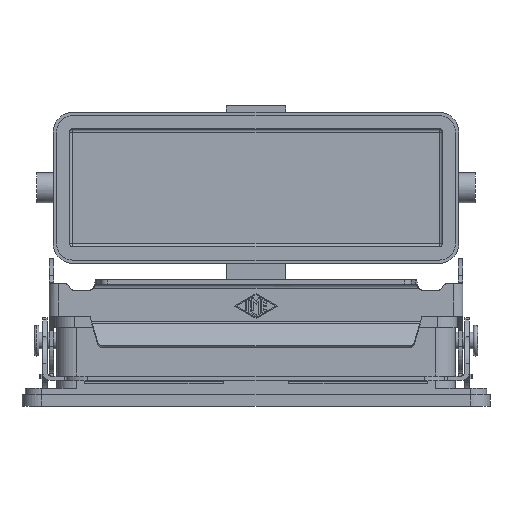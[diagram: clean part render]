
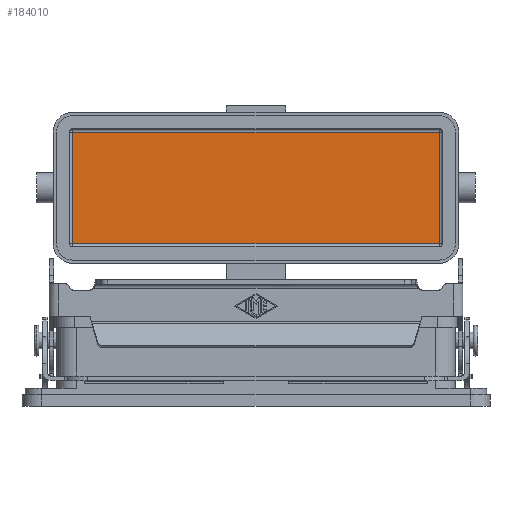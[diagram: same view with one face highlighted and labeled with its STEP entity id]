
A CAD part, front view. The second image highlights one B-rep face of the part: STEP entity #184010.
In plain terms, the highlighted planar face has unit normal (0, -1, 0).
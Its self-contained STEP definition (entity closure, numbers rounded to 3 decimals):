
#182870=CARTESIAN_POINT('',(-55.75,45.25,29.5));
#182880=VERTEX_POINT('',#182870);
#183640=CARTESIAN_POINT('',(-13.5,45.25,63.5));
#183650=DIRECTION('',(0.,-1.,0.));
#183660=DIRECTION('',(0.,0.,-1.));
#183670=AXIS2_PLACEMENT_3D('',#183640,#183650,#183660);
#183680=PLANE('',#183670);
#183690=CARTESIAN_POINT('',(28.75,45.25,63.5));
#183700=DIRECTION('',(-1.,0.,0.));
#183710=VECTOR('',#183700,1.);
#183720=LINE('',#183690,#183710);
#183730=CARTESIAN_POINT('',(55.75,45.25,63.5));
#183740=VERTEX_POINT('',#183730);
#183750=CARTESIAN_POINT('',(-55.75,45.25,63.5));
#183760=VERTEX_POINT('',#183750);
#183770=EDGE_CURVE('',#183740,#183760,#183720,.T.);
#183780=ORIENTED_EDGE('',*,*,#183770,.T.);
#183790=CARTESIAN_POINT('',(55.75,45.25,0.));
#183800=DIRECTION('',(0.,0.,-1.));
#183810=VECTOR('',#183800,1.);
#183820=LINE('',#183790,#183810);
#183830=CARTESIAN_POINT('',(55.75,45.25,29.5));
#183840=VERTEX_POINT('',#183830);
#183850=EDGE_CURVE('',#183740,#183840,#183820,.T.);
#183860=ORIENTED_EDGE('',*,*,#183850,.F.);
#183870=CARTESIAN_POINT('',(-13.5,45.25,29.5));
#183880=DIRECTION('',(-1.,0.,0.));
#183890=VECTOR('',#183880,1.);
#183900=LINE('',#183870,#183890);
#183910=EDGE_CURVE('',#183840,#182880,#183900,.T.);
#183920=ORIENTED_EDGE('',*,*,#183910,.F.);
#183930=CARTESIAN_POINT('',(-55.75,45.25,0.));
#183940=DIRECTION('',(0.,0.,-1.));
#183950=VECTOR('',#183940,1.);
#183960=LINE('',#183930,#183950);
#183970=EDGE_CURVE('',#183760,#182880,#183960,.T.);
#183980=ORIENTED_EDGE('',*,*,#183970,.T.);
#183990=EDGE_LOOP('',(#183980,#183920,#183860,#183780));
#184000=FACE_OUTER_BOUND('',#183990,.T.);
#184010=ADVANCED_FACE('',(#184000),#183680,.T.);
